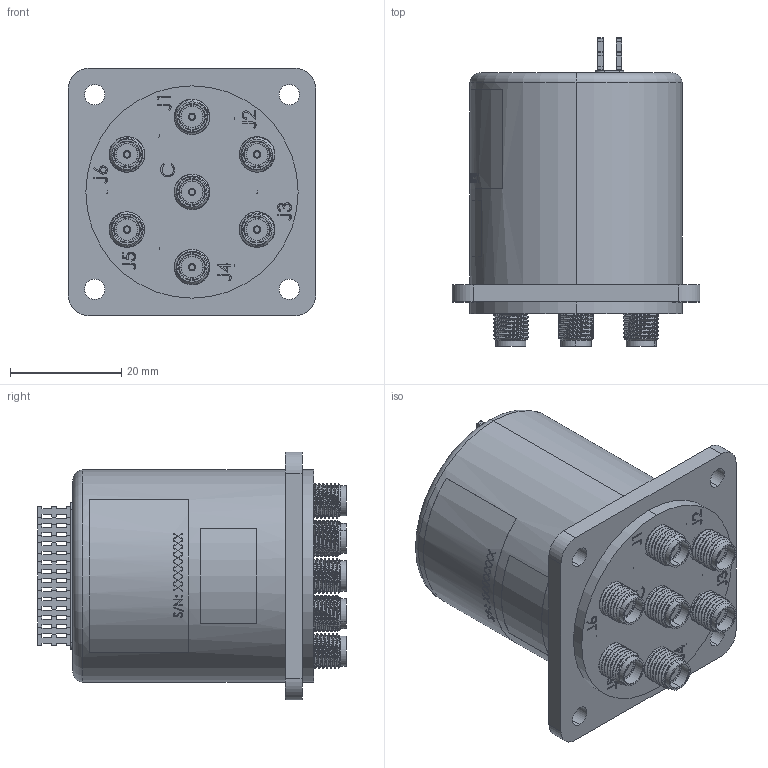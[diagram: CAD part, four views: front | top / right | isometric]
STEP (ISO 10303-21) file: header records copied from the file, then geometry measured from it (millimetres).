
FILE_DESCRIPTION (( 'STEP AP203' ), '1' );
FILE_NAME ('FMSW6486_3D.STEP', '2022-05-16T19:17:38', ( '' ), ( '' ), 'SwSTEP 2.0', 'SolidWorks 2021', '' );
FILE_SCHEMA (( 'CONFIG_CONTROL_DESIGN' ));
Length unit declared in the file: inch
Products named in the file (7): A16021002-e360^A16-0AM000-T_16S-S2N2-2612-P(2)_FMSW6486; A16+Terminalassy^A16-0AM000-T_16S-S2N2-2612-P(2)_FMSW6486; FMSW6486_3D; 1^A16+Terminalassy_A16-0AM000-T_16S-S2N2-2612-P(2)_FMSW6486; A16-0AM000-T_16S-S2N2-2612-P(2)^FMSW6486; TBASY_defeature^A16+Terminalassy_A16-0AM000-T_16S-S2N2-2612-P(2)_FMSW6486; A16029Y01^A16-0AM000-T_16S-S2N2-2612-P(2)_FMSW6486
Assembly tree (12 placements, depth 4):
  FMSW6486_3D
    A16-0AM000-T_16S-S2N2-2612-P(2)^FMSW6486
      A16+Terminalassy^A16-0AM000-T_16S-S2N2-2612-P(2)_FMSW6486
        1^A16+Terminalassy_A16-0AM000-T_16S-S2N2-2612-P(2)_FMSW6486
        TBASY_defeature^A16+Terminalassy_A16-0AM000-T_16S-S2N2-2612-P(2)_FMSW6486
      A16021002-e360^A16-0AM000-T_16S-S2N2-2612-P(2)_FMSW6486
      A16029Y01^A16-0AM000-T_16S-S2N2-2612-P(2)_FMSW6486  x7
Bounding box: 44.45 x 55.39 x 44.45 mm (x, y, z)
Volume: 16334.3 mm3; surface area: 20604.9 mm2
Topology: 17 solids, 23 shells, 1728 faces, 4540 edges, 2999 vertices
Faces by surface type: plane 831, cylinder 533, bspline 257, cone 75, torus 32
Entity records: 52551 total; most frequent: CARTESIAN_POINT 21125, ORIENTED_EDGE 6836, DIRECTION 5492, EDGE_CURVE 3418, VERTEX_POINT 2273, VECTOR 2126, LINE 2126, AXIS2_PLACEMENT_3D 1683
